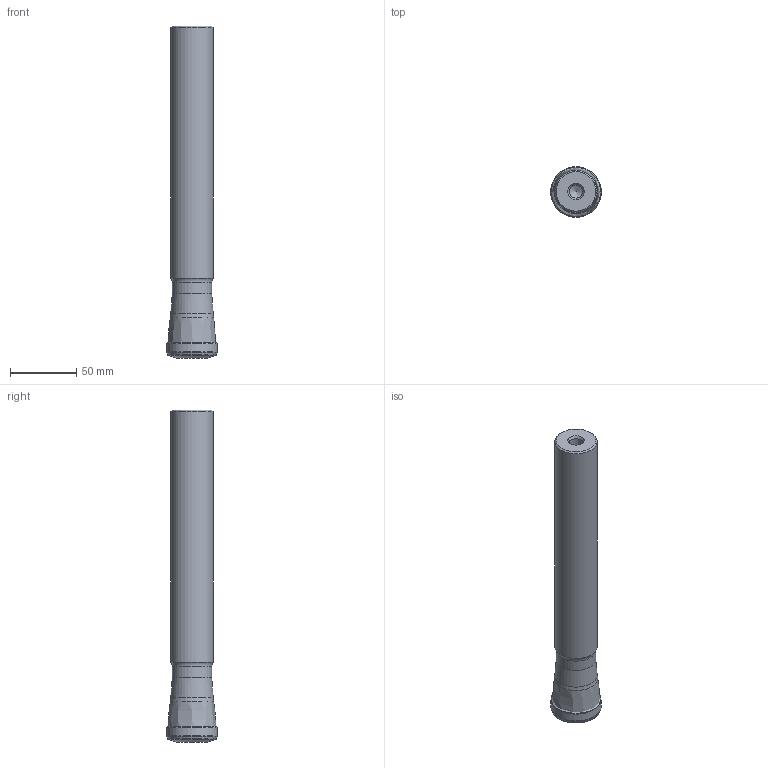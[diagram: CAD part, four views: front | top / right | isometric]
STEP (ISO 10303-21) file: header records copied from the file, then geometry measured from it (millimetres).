
FILE_DESCRIPTION(/* description */ (''),/* implementation_level */ '2;1');
FILE_NAME(/* name */ '150E3R236C125_ISPD09_C_SIM.stp',/* time_stamp */ '2019-08-05T08:25:44+02:00',/* author */ (''),/* organization */ (''),/* preprocessor_version */ 'ST-DEVELOPER v16.7',/* originating_system */ 'SIEMENS PLM Software NX 12.0',/* authorisation */ '');
FILE_SCHEMA (('AUTOMOTIVE_DESIGN { 1 0 10303 214 3 1 1 1 }'));
Length unit declared in the file: millimetre
Products named in the file (1): fo343238DD90r1gg
Bounding box: 38.1 x 38.1 x 250 mm (x, y, z)
Volume: 193003.3 mm3; surface area: 37245.5 mm2
Topology: 2 solids, 2 shells, 59 faces, 117 edges, 61 vertices
Faces by surface type: revolution 35, cone 8, torus 8, cylinder 4, plane 3, bspline 1
Full cylindrical faces by diameter (mm): 10 x1, 29.75 x1, 31.75 x1, 35.9 x1
Entity records: 1651 total; most frequent: CARTESIAN_POINT 611, DIRECTION 199, FACE_BOUND 116, EDGE_LOOP 116, ORIENTED_EDGE 116, AXIS2_PLACEMENT_3D 82, ADVANCED_FACE 59, VERTEX_POINT 59
